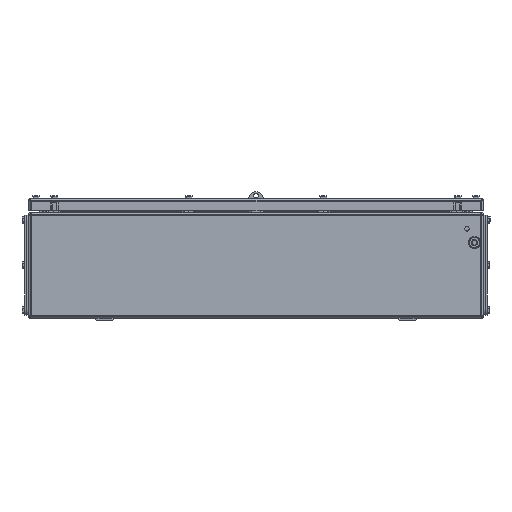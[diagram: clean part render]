
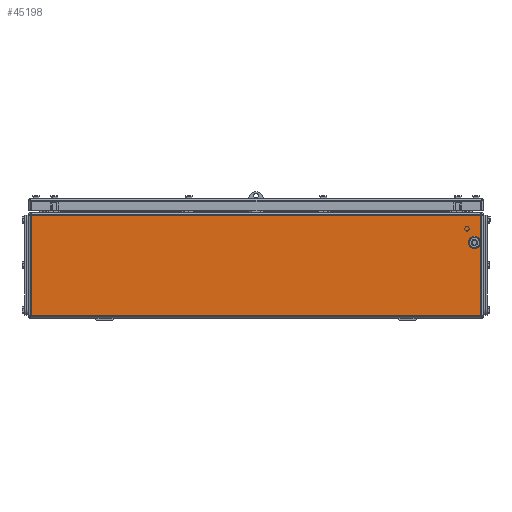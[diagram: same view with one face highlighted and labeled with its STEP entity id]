
A CAD part, left-side view. The second image highlights one B-rep face of the part: STEP entity #45198.
In plain terms, the highlighted planar face has unit normal (-1, 0, 0).
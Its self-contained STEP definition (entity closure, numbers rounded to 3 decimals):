
#45124=AXIS2_PLACEMENT_3D('Circle Axis2P3D',#45122,#45123,$) ;
#45144=AXIS2_PLACEMENT_3D('Plane Axis2P3D',#45141,#45142,#45143) ;
#45182=AXIS2_PLACEMENT_3D('Circle Axis2P3D',#45180,#45181,$) ;
#45088=CARTESIAN_POINT('Vertex',(25.5,20.85,125.04)) ;
#45091=CARTESIAN_POINT('Line Origine',(25.5,20.85,130.)) ;
#45095=CARTESIAN_POINT('Vertex',(25.5,20.85,134.96)) ;
#45122=CARTESIAN_POINT('Axis2P3D Location',(25.5,26.,130.)) ;
#45126=CARTESIAN_POINT('Vertex',(25.5,31.15,134.96)) ;
#45141=CARTESIAN_POINT('Axis2P3D Location',(25.5,11.,3.5)) ;
#45146=CARTESIAN_POINT('Line Origine',(25.5,770.,92.)) ;
#45150=CARTESIAN_POINT('Vertex',(25.5,770.,6.5)) ;
#45152=CARTESIAN_POINT('Vertex',(25.5,770.,177.5)) ;
#45155=CARTESIAN_POINT('Line Origine',(25.5,392.,6.5)) ;
#45159=CARTESIAN_POINT('Vertex',(25.5,14.,6.5)) ;
#45162=CARTESIAN_POINT('Line Origine',(25.5,14.,92.)) ;
#45166=CARTESIAN_POINT('Vertex',(25.5,14.,177.5)) ;
#45169=CARTESIAN_POINT('Line Origine',(25.5,392.,177.5)) ;
#45180=CARTESIAN_POINT('Axis2P3D Location',(25.5,26.,130.)) ;
#45184=CARTESIAN_POINT('Vertex',(25.5,31.15,125.04)) ;
#45187=CARTESIAN_POINT('Line Origine',(25.5,31.15,130.)) ;
#45092=DIRECTION('Vector Direction',(0.,0.,-1.)) ;
#45123=DIRECTION('Axis2P3D Direction',(-1.,0.,0.)) ;
#45142=DIRECTION('Axis2P3D Direction',(1.,0.,0.)) ;
#45143=DIRECTION('Axis2P3D XDirection',(0.,1.,0.)) ;
#45147=DIRECTION('Vector Direction',(0.,0.,1.)) ;
#45156=DIRECTION('Vector Direction',(0.,-1.,0.)) ;
#45163=DIRECTION('Vector Direction',(0.,0.,1.)) ;
#45170=DIRECTION('Vector Direction',(0.,1.,0.)) ;
#45181=DIRECTION('Axis2P3D Direction',(1.,0.,0.)) ;
#45188=DIRECTION('Vector Direction',(0.,0.,1.)) ;
#45093=VECTOR('Line Direction',#45092,1.) ;
#45148=VECTOR('Line Direction',#45147,1.) ;
#45157=VECTOR('Line Direction',#45156,1.) ;
#45164=VECTOR('Line Direction',#45163,1.) ;
#45171=VECTOR('Line Direction',#45170,1.) ;
#45189=VECTOR('Line Direction',#45188,1.) ;
#45175=ORIENTED_EDGE('',*,*,#45154,.F.) ;
#45176=ORIENTED_EDGE('',*,*,#45161,.F.) ;
#45177=ORIENTED_EDGE('',*,*,#45168,.T.) ;
#45178=ORIENTED_EDGE('',*,*,#45173,.F.) ;
#45193=ORIENTED_EDGE('',*,*,#45186,.F.) ;
#45194=ORIENTED_EDGE('',*,*,#45191,.F.) ;
#45195=ORIENTED_EDGE('',*,*,#45128,.F.) ;
#45196=ORIENTED_EDGE('',*,*,#45097,.F.) ;
#45197=FACE_BOUND('',#45192,.T.) ;
#45198=ADVANCED_FACE('ZUB_KTB_MH_765020_2GP_AllCATPart.2\\ZUB_GH_KTB_MH_762x508x150_4GP.1\\GH_KTB_MH_QL_FS_PART_Multi-Master.1\\Koerper.2',(#45179,#45197),#45145,.F.) ;
#45125=CIRCLE('generated circle',#45124,7.15) ;
#45183=CIRCLE('generated circle',#45182,7.15) ;
#45097=EDGE_CURVE('',#45089,#45096,#45094,.F.) ;
#45128=EDGE_CURVE('',#45096,#45127,#45125,.T.) ;
#45154=EDGE_CURVE('',#45151,#45153,#45149,.T.) ;
#45161=EDGE_CURVE('',#45160,#45151,#45158,.F.) ;
#45168=EDGE_CURVE('',#45160,#45167,#45165,.T.) ;
#45173=EDGE_CURVE('',#45153,#45167,#45172,.F.) ;
#45186=EDGE_CURVE('',#45185,#45089,#45183,.F.) ;
#45191=EDGE_CURVE('',#45127,#45185,#45190,.F.) ;
#45174=EDGE_LOOP('',(#45175,#45176,#45177,#45178)) ;
#45192=EDGE_LOOP('',(#45193,#45194,#45195,#45196)) ;
#45179=FACE_OUTER_BOUND('',#45174,.T.) ;
#45094=LINE('Line',#45091,#45093) ;
#45149=LINE('Line',#45146,#45148) ;
#45158=LINE('Line',#45155,#45157) ;
#45165=LINE('Line',#45162,#45164) ;
#45172=LINE('Line',#45169,#45171) ;
#45190=LINE('Line',#45187,#45189) ;
#45145=PLANE('',#45144) ;
#45089=VERTEX_POINT('',#45088) ;
#45096=VERTEX_POINT('',#45095) ;
#45127=VERTEX_POINT('',#45126) ;
#45151=VERTEX_POINT('',#45150) ;
#45153=VERTEX_POINT('',#45152) ;
#45160=VERTEX_POINT('',#45159) ;
#45167=VERTEX_POINT('',#45166) ;
#45185=VERTEX_POINT('',#45184) ;
